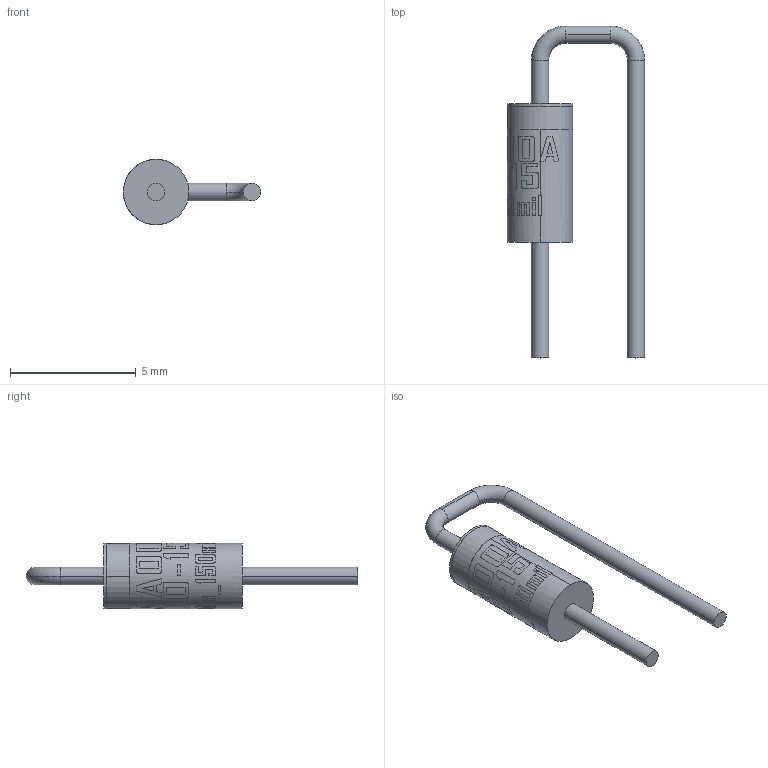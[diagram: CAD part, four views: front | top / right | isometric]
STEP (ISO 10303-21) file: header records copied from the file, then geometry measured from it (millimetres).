
FILE_DESCRIPTION (( 'STEP AP214' ), '1' );
FILE_NAME ('DO-15_Min_150mil_rev1.0.STEP', '2023-03-16T20:32:15', ( '' ), ( '' ), 'SwSTEP 2.0', 'SolidWorks 2020', '' );
FILE_SCHEMA (( 'AUTOMOTIVE_DESIGN' ));
Length unit declared in the file: millimetre
Products named in the file (1): DO-15_Min_150mil_rev1.0
Bounding box: 5.45 x 13.19 x 2.6 mm (x, y, z)
Volume: 37.7 mm3; surface area: 105.5 mm2
Topology: 1 solids, 1 shells, 58 faces, 296 edges, 272 vertices
Faces by surface type: cylinder 48, plane 6, torus 4
Entity records: 4251 total; most frequent: CARTESIAN_POINT 1080, ORIENTED_EDGE 592, DIRECTION 465, EDGE_CURVE 296, VERTEX_POINT 272, AXIS2_PLACEMENT_3D 187, CIRCLE 128, VECTOR 91
